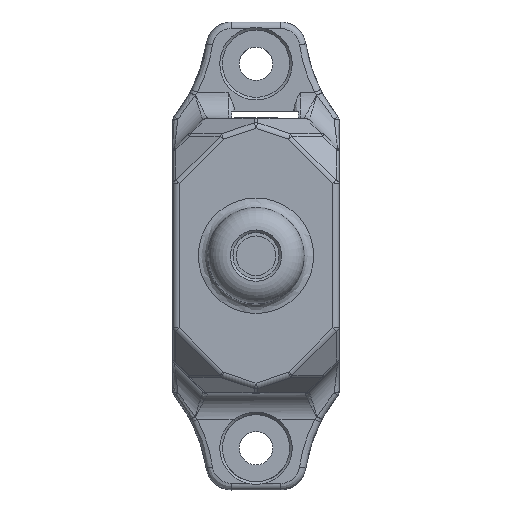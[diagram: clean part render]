
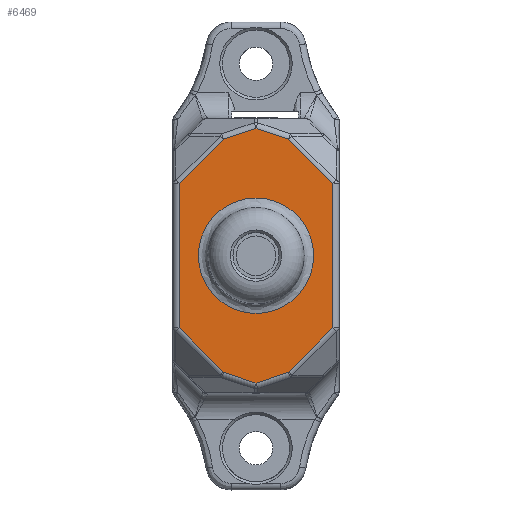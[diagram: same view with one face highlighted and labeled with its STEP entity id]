
A CAD part, top view. The second image highlights one B-rep face of the part: STEP entity #6469.
In plain terms, the highlighted planar face has unit normal (0, 0, 1).
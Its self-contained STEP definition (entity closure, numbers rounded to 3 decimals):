
#89=FACE_BOUND('',#923,.T.);
#193=PLANE('',#6947);
#513=FACE_OUTER_BOUND('',#922,.T.);
#922=EDGE_LOOP('',(#4921,#4922,#4923,#4924,#4925,#4926,#4927,#4928,#4929,
#4930));
#923=EDGE_LOOP('',(#4931));
#1285=CIRCLE('',#6925,9.);
#1670=LINE('',#11055,#2277);
#1671=LINE('',#11057,#2278);
#1672=LINE('',#11059,#2279);
#1673=LINE('',#11061,#2280);
#1674=LINE('',#11063,#2281);
#1675=LINE('',#11065,#2282);
#1676=LINE('',#11067,#2283);
#1677=LINE('',#11069,#2284);
#1678=LINE('',#11071,#2285);
#1679=LINE('',#11072,#2286);
#2277=VECTOR('',#7926,10.);
#2278=VECTOR('',#7927,10.);
#2279=VECTOR('',#7928,10.);
#2280=VECTOR('',#7929,10.);
#2281=VECTOR('',#7930,10.);
#2282=VECTOR('',#7931,10.);
#2283=VECTOR('',#7932,10.);
#2284=VECTOR('',#7933,10.);
#2285=VECTOR('',#7934,10.);
#2286=VECTOR('',#7935,10.);
#2990=VERTEX_POINT('',#10876);
#3057=VERTEX_POINT('',#11053);
#3058=VERTEX_POINT('',#11054);
#3059=VERTEX_POINT('',#11056);
#3060=VERTEX_POINT('',#11058);
#3061=VERTEX_POINT('',#11060);
#3062=VERTEX_POINT('',#11062);
#3063=VERTEX_POINT('',#11064);
#3064=VERTEX_POINT('',#11066);
#3065=VERTEX_POINT('',#11068);
#3066=VERTEX_POINT('',#11070);
#3679=EDGE_CURVE('',#2990,#2990,#1285,.T.);
#3748=EDGE_CURVE('',#3057,#3058,#1670,.T.);
#3749=EDGE_CURVE('',#3059,#3057,#1671,.T.);
#3750=EDGE_CURVE('',#3060,#3059,#1672,.T.);
#3751=EDGE_CURVE('',#3061,#3060,#1673,.T.);
#3752=EDGE_CURVE('',#3062,#3061,#1674,.T.);
#3753=EDGE_CURVE('',#3063,#3062,#1675,.T.);
#3754=EDGE_CURVE('',#3064,#3063,#1676,.T.);
#3755=EDGE_CURVE('',#3065,#3064,#1677,.T.);
#3756=EDGE_CURVE('',#3066,#3065,#1678,.T.);
#3757=EDGE_CURVE('',#3058,#3066,#1679,.T.);
#4921=ORIENTED_EDGE('',*,*,#3748,.F.);
#4922=ORIENTED_EDGE('',*,*,#3749,.F.);
#4923=ORIENTED_EDGE('',*,*,#3750,.F.);
#4924=ORIENTED_EDGE('',*,*,#3751,.F.);
#4925=ORIENTED_EDGE('',*,*,#3752,.F.);
#4926=ORIENTED_EDGE('',*,*,#3753,.F.);
#4927=ORIENTED_EDGE('',*,*,#3754,.F.);
#4928=ORIENTED_EDGE('',*,*,#3755,.F.);
#4929=ORIENTED_EDGE('',*,*,#3756,.F.);
#4930=ORIENTED_EDGE('',*,*,#3757,.F.);
#4931=ORIENTED_EDGE('',*,*,#3679,.F.);
#6469=ADVANCED_FACE('',(#513,#89),#193,.T.);
#6925=AXIS2_PLACEMENT_3D('',#10882,#7824,#7825);
#6947=AXIS2_PLACEMENT_3D('',#11052,#7924,#7925);
#7824=DIRECTION('center_axis',(0.,0.,
1.));
#7825=DIRECTION('ref_axis',(1.,0.,0.));
#7924=DIRECTION('center_axis',(0.,0.,
1.));
#7925=DIRECTION('ref_axis',(0.,-1.,0.));
#7926=DIRECTION('',(0.,1.,0.));
#7927=DIRECTION('',(-0.707,0.707,0.));
#7928=DIRECTION('',(-0.949,0.316,0.));
#7929=DIRECTION('',(-0.949,-0.316,0.));
#7930=DIRECTION('',(-0.707,-0.707,0.));
#7931=DIRECTION('',(0.,-1.,0.));
#7932=DIRECTION('',(0.707,-0.707,0.));
#7933=DIRECTION('',(0.949,-0.316,0.));
#7934=DIRECTION('',(0.949,0.316,0.));
#7935=DIRECTION('',(0.707,0.707,0.));
#10876=CARTESIAN_POINT('',(-23.,14.169,3.546));
#10882=CARTESIAN_POINT('Origin',(-14.,14.169,3.546));
#11052=CARTESIAN_POINT('Origin',(-2.417,28.669,3.546));
#11053=CARTESIAN_POINT('',(-26.,2.912,3.546));
#11054=CARTESIAN_POINT('',(-26.,25.426,3.546));
#11055=CARTESIAN_POINT('',(-26.,20.919,3.546));
#11056=CARTESIAN_POINT('',(-19.087,-4.001,3.546));
#11057=CARTESIAN_POINT('',(-25.66,2.572,3.546));
#11058=CARTESIAN_POINT('',(-14.,-5.697,3.546));
#11059=CARTESIAN_POINT('',(-14.629,-5.487,3.546));
#11060=CARTESIAN_POINT('',(-8.913,-4.001,3.546));
#11061=CARTESIAN_POINT('',(1.373,-0.573,3.546));
#11062=CARTESIAN_POINT('',(-2.,2.912,3.546));
#11063=CARTESIAN_POINT('',(6.347,11.259,3.546));
#11064=CARTESIAN_POINT('',(-2.,25.426,3.546));
#11065=CARTESIAN_POINT('',(-2.,26.169,3.546));
#11066=CARTESIAN_POINT('',(-8.913,32.339,3.546));
#11067=CARTESIAN_POINT('',(-4.528,27.954,3.546));
#11068=CARTESIAN_POINT('',(-14.,34.035,3.546));
#11069=CARTESIAN_POINT('',(-6.915,31.673,3.546));
#11070=CARTESIAN_POINT('',(-19.087,32.339,3.546));
#11071=CARTESIAN_POINT('',(-12.042,34.687,3.546));
#11072=CARTESIAN_POINT('',(-14.785,36.641,3.546));
